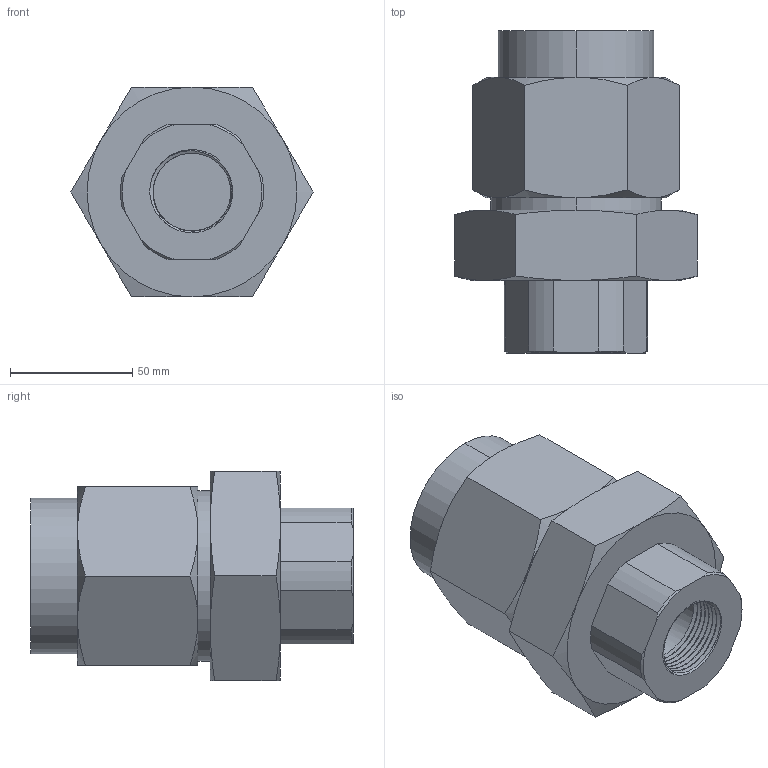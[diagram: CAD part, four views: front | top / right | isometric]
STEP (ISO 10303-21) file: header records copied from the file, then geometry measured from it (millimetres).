
FILE_DESCRIPTION (( 'STEP AP214' ), '1' );
FILE_NAME ('36-6.STEP', '2018-01-30T19:55:56', ( '' ), ( '' ), 'SwSTEP 2.0', 'SolidWorks 2018', '' );
FILE_SCHEMA (( 'AUTOMOTIVE_DESIGN' ));
Length unit declared in the file: inch
Products named in the file (1): 36-6
Bounding box: 99.13 x 131.83 x 85.85 mm (x, y, z)
Volume: 517738.6 mm3; surface area: 53168.7 mm2
Topology: 1 solids, 1 shells, 108 faces, 275 edges, 175 vertices
Faces by surface type: cylinder 39, cone 35, plane 28, bspline 6
Entity records: 7104 total; most frequent: CARTESIAN_POINT 4766, ORIENTED_EDGE 550, DIRECTION 404, EDGE_CURVE 275, VERTEX_POINT 175, AXIS2_PLACEMENT_3D 164, EDGE_LOOP 114, ADVANCED_FACE 108
